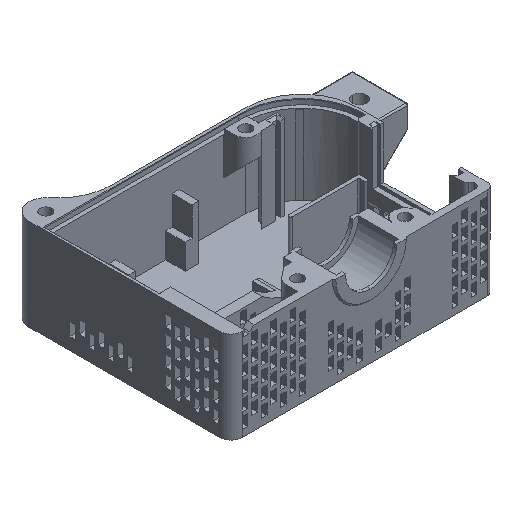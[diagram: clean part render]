
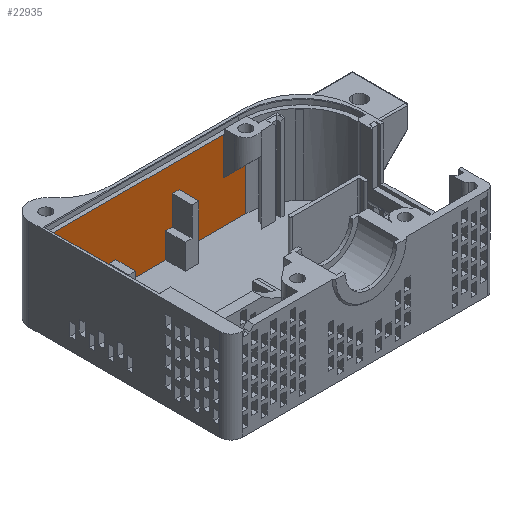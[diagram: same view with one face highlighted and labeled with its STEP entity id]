
A CAD part, isometric view. The second image highlights one B-rep face of the part: STEP entity #22935.
In plain terms, the highlighted planar face has unit normal (0, -1, 0).
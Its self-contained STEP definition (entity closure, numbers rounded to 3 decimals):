
#96 = VERTEX_POINT ( 'NONE', #6164 ) ;
#400 = EDGE_CURVE ( 'NONE', #12782, #18364, #19984, .T. ) ;
#560 = EDGE_CURVE ( 'NONE', #13044, #10312, #1975, .T. ) ;
#592 = VECTOR ( 'NONE', #834, 1000. ) ;
#834 = DIRECTION ( 'NONE',  ( -1., 0., 0. ) ) ;
#956 = EDGE_LOOP ( 'NONE', ( #29081, #18553, #17711, #21717, #18171, #28403, #27841, #32734, #3149, #8327, #5077, #20179, #31598, #20162, #28394, #22717, #25747, #13992 ) ) ;
#1975 = LINE ( 'NONE', #10620, #3026 ) ;
#2092 = VERTEX_POINT ( 'NONE', #26986 ) ;
#2210 = CARTESIAN_POINT ( 'NONE',  ( 0., 66., -1.9 ) ) ;
#2506 = VECTOR ( 'NONE', #21698, 1000. ) ;
#3004 = LINE ( 'NONE', #32651, #13960 ) ;
#3026 = VECTOR ( 'NONE', #9912, 1000. ) ;
#3101 = VERTEX_POINT ( 'NONE', #7609 ) ;
#3149 = ORIENTED_EDGE ( 'NONE', *, *, #400, .F. ) ;
#3649 = CARTESIAN_POINT ( 'NONE',  ( 0., 66., -30.3 ) ) ;
#3687 = CARTESIAN_POINT ( 'NONE',  ( 0., 66., -21.35 ) ) ;
#3763 = DIRECTION ( 'NONE',  ( -1., 0., 0. ) ) ;
#4591 = VERTEX_POINT ( 'NONE', #15847 ) ;
#4928 = VECTOR ( 'NONE', #24311, 1000. ) ;
#4951 = CARTESIAN_POINT ( 'NONE',  ( 22., 66., -15.3 ) ) ;
#5077 = ORIENTED_EDGE ( 'NONE', *, *, #20032, .F. ) ;
#5551 = VECTOR ( 'NONE', #8257, 1000. ) ;
#6159 = VERTEX_POINT ( 'NONE', #27620 ) ;
#6164 = CARTESIAN_POINT ( 'NONE',  ( 14., 66., -1.9 ) ) ;
#6275 = DIRECTION ( 'NONE',  ( 0., 1., 0. ) ) ;
#6362 = LINE ( 'NONE', #27871, #22721 ) ;
#6691 = DIRECTION ( 'NONE',  ( 0., 0., -1. ) ) ;
#6959 = CARTESIAN_POINT ( 'NONE',  ( 0., 66., 0. ) ) ;
#7609 = CARTESIAN_POINT ( 'NONE',  ( -1.75, 66., -30.3 ) ) ;
#7793 = EDGE_CURVE ( 'NONE', #4591, #13044, #16930, .T. ) ;
#7867 = CARTESIAN_POINT ( 'NONE',  ( 22., 66., -15.3 ) ) ;
#7949 = AXIS2_PLACEMENT_3D ( 'NONE', #6959, #6275, #25126 ) ;
#8237 = VERTEX_POINT ( 'NONE', #7867 ) ;
#8257 = DIRECTION ( 'NONE',  ( 1., 0., 0. ) ) ;
#8327 = ORIENTED_EDGE ( 'NONE', *, *, #8739, .F. ) ;
#8335 = CARTESIAN_POINT ( 'NONE',  ( 0., 66., -21.35 ) ) ;
#8614 = LINE ( 'NONE', #30130, #5551 ) ;
#8616 = LINE ( 'NONE', #3649, #592 ) ;
#8739 = EDGE_CURVE ( 'NONE', #27893, #12782, #6362, .T. ) ;
#8817 = LINE ( 'NONE', #27513, #33491 ) ;
#9093 = PLANE ( 'NONE',  #7949 ) ;
#9172 = EDGE_CURVE ( 'NONE', #10312, #14096, #8616, .T. ) ;
#9312 = VECTOR ( 'NONE', #15186, 1000. ) ;
#9871 = CARTESIAN_POINT ( 'NONE',  ( -1.75, 66., -11. ) ) ;
#9886 = LINE ( 'NONE', #12711, #9312 ) ;
#9912 = DIRECTION ( 'NONE',  ( 0., 0., -1. ) ) ;
#10312 = VERTEX_POINT ( 'NONE', #32868 ) ;
#10620 = CARTESIAN_POINT ( 'NONE',  ( -26.7, 66., 0. ) ) ;
#11022 = EDGE_CURVE ( 'NONE', #96, #33930, #13885, .T. ) ;
#11329 = DIRECTION ( 'NONE',  ( 1., 0., 0. ) ) ;
#12388 = VECTOR ( 'NONE', #15521, 1000. ) ;
#12711 = CARTESIAN_POINT ( 'NONE',  ( -24.3, 66., 0. ) ) ;
#12782 = VERTEX_POINT ( 'NONE', #28973 ) ;
#12933 = CARTESIAN_POINT ( 'NONE',  ( -46.85, 66., -21.35 ) ) ;
#13044 = VERTEX_POINT ( 'NONE', #16117 ) ;
#13885 = LINE ( 'NONE', #22015, #4928 ) ;
#13923 = CARTESIAN_POINT ( 'NONE',  ( -1.75, 66., 0. ) ) ;
#13960 = VECTOR ( 'NONE', #22061, 1000. ) ;
#13992 = ORIENTED_EDGE ( 'NONE', *, *, #11022, .F. ) ;
#14096 = VERTEX_POINT ( 'NONE', #33616 ) ;
#14731 = EDGE_CURVE ( 'NONE', #18140, #6159, #19424, .T. ) ;
#14841 = LINE ( 'NONE', #17313, #20229 ) ;
#14987 = CARTESIAN_POINT ( 'NONE',  ( -4.15, 66., 0. ) ) ;
#15186 = DIRECTION ( 'NONE',  ( 0., 0., 1. ) ) ;
#15262 = CARTESIAN_POINT ( 'NONE',  ( 0., 66., -21.35 ) ) ;
#15521 = DIRECTION ( 'NONE',  ( 0., 0., -1. ) ) ;
#15644 = VECTOR ( 'NONE', #20379, 1000. ) ;
#15847 = CARTESIAN_POINT ( 'NONE',  ( -24.3, 66., -21.35 ) ) ;
#15959 = EDGE_CURVE ( 'NONE', #26778, #3101, #8817, .T. ) ;
#15978 = EDGE_CURVE ( 'NONE', #31101, #3101, #27696, .T. ) ;
#16030 = VECTOR ( 'NONE', #29031, 1000. ) ;
#16117 = CARTESIAN_POINT ( 'NONE',  ( -26.7, 66., -21.35 ) ) ;
#16477 = EDGE_CURVE ( 'NONE', #27164, #96, #26557, .T. ) ;
#16572 = CARTESIAN_POINT ( 'NONE',  ( -44.45, 66., 0. ) ) ;
#16930 = LINE ( 'NONE', #3687, #32808 ) ;
#17275 = EDGE_CURVE ( 'NONE', #18364, #4591, #9886, .T. ) ;
#17313 = CARTESIAN_POINT ( 'NONE',  ( 0., 66., -15.3 ) ) ;
#17338 = CARTESIAN_POINT ( 'NONE',  ( 0., 66., -30.3 ) ) ;
#17711 = ORIENTED_EDGE ( 'NONE', *, *, #14731, .T. ) ;
#18140 = VERTEX_POINT ( 'NONE', #12933 ) ;
#18171 = ORIENTED_EDGE ( 'NONE', *, *, #9172, .F. ) ;
#18364 = VERTEX_POINT ( 'NONE', #33897 ) ;
#18553 = ORIENTED_EDGE ( 'NONE', *, *, #19754, .F. ) ;
#18627 = CARTESIAN_POINT ( 'NONE',  ( -46.85, 66., -1.9 ) ) ;
#19424 = LINE ( 'NONE', #8335, #21041 ) ;
#19754 = EDGE_CURVE ( 'NONE', #18140, #27164, #3004, .T. ) ;
#19984 = LINE ( 'NONE', #17338, #32290 ) ;
#20032 = EDGE_CURVE ( 'NONE', #2092, #27893, #31309, .T. ) ;
#20162 = ORIENTED_EDGE ( 'NONE', *, *, #15978, .T. ) ;
#20179 = ORIENTED_EDGE ( 'NONE', *, *, #31075, .F. ) ;
#20229 = VECTOR ( 'NONE', #20641, 1000. ) ;
#20379 = DIRECTION ( 'NONE',  ( -1., 0., 0. ) ) ;
#20641 = DIRECTION ( 'NONE',  ( -1., 0., 0. ) ) ;
#21041 = VECTOR ( 'NONE', #11329, 1000. ) ;
#21698 = DIRECTION ( 'NONE',  ( 0., 0., -1. ) ) ;
#21717 = ORIENTED_EDGE ( 'NONE', *, *, #34520, .T. ) ;
#21747 = EDGE_CURVE ( 'NONE', #8237, #33930, #14841, .T. ) ;
#22015 = CARTESIAN_POINT ( 'NONE',  ( 14., 66., 0. ) ) ;
#22061 = DIRECTION ( 'NONE',  ( 0., 0., 1. ) ) ;
#22438 = EDGE_CURVE ( 'NONE', #34536, #31101, #8614, .T. ) ;
#22536 = VECTOR ( 'NONE', #27331, 1000. ) ;
#22717 = ORIENTED_EDGE ( 'NONE', *, *, #34297, .F. ) ;
#22721 = VECTOR ( 'NONE', #6691, 1000. ) ;
#22935 = ADVANCED_FACE ( 'NONE', ( #27951 ), #9093, .F. ) ;
#24016 = CARTESIAN_POINT ( 'NONE',  ( -6.55, 66., -21.35 ) ) ;
#24311 = DIRECTION ( 'NONE',  ( 0., 0., -1. ) ) ;
#24346 = DIRECTION ( 'NONE',  ( -1., 0., 0. ) ) ;
#25126 = DIRECTION ( 'NONE',  ( 0., 0., -1. ) ) ;
#25747 = ORIENTED_EDGE ( 'NONE', *, *, #21747, .T. ) ;
#26557 = LINE ( 'NONE', #2210, #16030 ) ;
#26635 = LINE ( 'NONE', #4951, #12388 ) ;
#26778 = VERTEX_POINT ( 'NONE', #29542 ) ;
#26986 = CARTESIAN_POINT ( 'NONE',  ( -4.15, 66., -21.35 ) ) ;
#27164 = VERTEX_POINT ( 'NONE', #18627 ) ;
#27331 = DIRECTION ( 'NONE',  ( 0., 0., -1. ) ) ;
#27513 = CARTESIAN_POINT ( 'NONE',  ( 0., 66., -30.3 ) ) ;
#27620 = CARTESIAN_POINT ( 'NONE',  ( -44.45, 66., -21.35 ) ) ;
#27696 = LINE ( 'NONE', #13923, #2506 ) ;
#27841 = ORIENTED_EDGE ( 'NONE', *, *, #7793, .F. ) ;
#27871 = CARTESIAN_POINT ( 'NONE',  ( -6.55, 66., 0. ) ) ;
#27893 = VERTEX_POINT ( 'NONE', #24016 ) ;
#27951 = FACE_OUTER_BOUND ( 'NONE', #956, .T. ) ;
#28031 = DIRECTION ( 'NONE',  ( -1., 0., 0. ) ) ;
#28064 = DIRECTION ( 'NONE',  ( 0., 0., -1. ) ) ;
#28394 = ORIENTED_EDGE ( 'NONE', *, *, #15959, .F. ) ;
#28403 = ORIENTED_EDGE ( 'NONE', *, *, #560, .F. ) ;
#28973 = CARTESIAN_POINT ( 'NONE',  ( -6.55, 66., -30.3 ) ) ;
#29031 = DIRECTION ( 'NONE',  ( 1., 0., 0. ) ) ;
#29081 = ORIENTED_EDGE ( 'NONE', *, *, #16477, .F. ) ;
#29542 = CARTESIAN_POINT ( 'NONE',  ( 22., 66., -30.3 ) ) ;
#29992 = LINE ( 'NONE', #16572, #22536 ) ;
#30130 = CARTESIAN_POINT ( 'NONE',  ( 0., 66., -11. ) ) ;
#30157 = CARTESIAN_POINT ( 'NONE',  ( -4.15, 66., -11. ) ) ;
#30260 = VECTOR ( 'NONE', #28064, 1000. ) ;
#31075 = EDGE_CURVE ( 'NONE', #34536, #2092, #31222, .T. ) ;
#31101 = VERTEX_POINT ( 'NONE', #9871 ) ;
#31222 = LINE ( 'NONE', #14987, #30260 ) ;
#31309 = LINE ( 'NONE', #15262, #15644 ) ;
#31598 = ORIENTED_EDGE ( 'NONE', *, *, #22438, .T. ) ;
#31834 = CARTESIAN_POINT ( 'NONE',  ( 14., 66., -15.3 ) ) ;
#32290 = VECTOR ( 'NONE', #3763, 1000. ) ;
#32651 = CARTESIAN_POINT ( 'NONE',  ( -46.85, 66., 0. ) ) ;
#32734 = ORIENTED_EDGE ( 'NONE', *, *, #17275, .F. ) ;
#32808 = VECTOR ( 'NONE', #28031, 1000. ) ;
#32868 = CARTESIAN_POINT ( 'NONE',  ( -26.7, 66., -30.3 ) ) ;
#33491 = VECTOR ( 'NONE', #24346, 1000. ) ;
#33616 = CARTESIAN_POINT ( 'NONE',  ( -44.45, 66., -30.3 ) ) ;
#33897 = CARTESIAN_POINT ( 'NONE',  ( -24.3, 66., -30.3 ) ) ;
#33930 = VERTEX_POINT ( 'NONE', #31834 ) ;
#34297 = EDGE_CURVE ( 'NONE', #8237, #26778, #26635, .T. ) ;
#34520 = EDGE_CURVE ( 'NONE', #6159, #14096, #29992, .T. ) ;
#34536 = VERTEX_POINT ( 'NONE', #30157 ) ;
